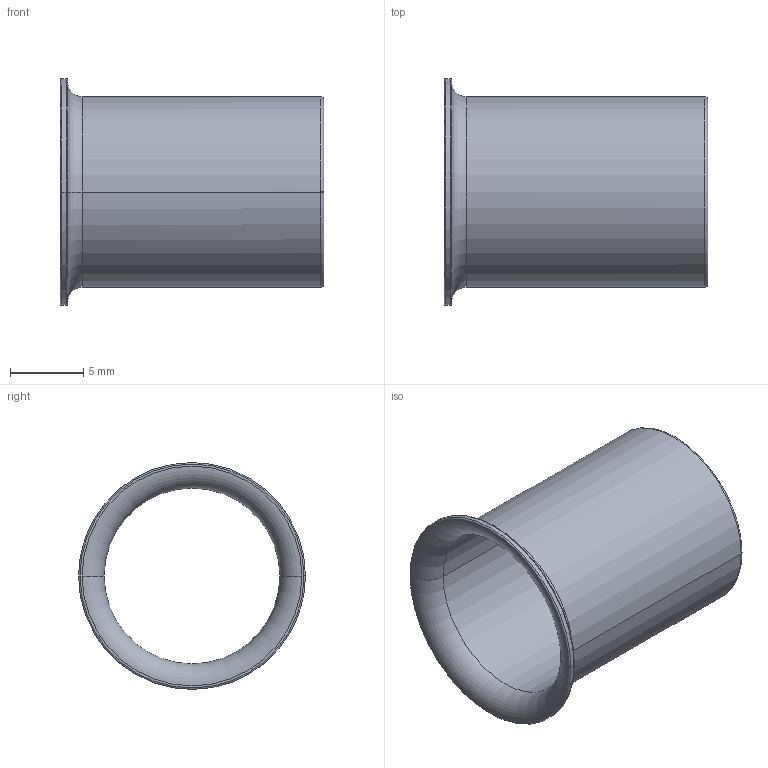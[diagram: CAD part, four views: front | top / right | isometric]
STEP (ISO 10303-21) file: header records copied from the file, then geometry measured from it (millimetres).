
FILE_DESCRIPTION(('STEP AP214'),'1');
FILE_NAME('0127_16_13.stp','2016-07-07T14:22:29',('TraceParts'),('TraceParts S.A.'),'Spatial InterOp 3D',' ',' ');
FILE_SCHEMA(('automotive_design'));
Length unit declared in the file: millimetre
Products named in the file (1): 0127-16-13
Bounding box: 18 x 15.5 x 15.5 mm (x, y, z)
Volume: 370.7 mm3; surface area: 1520.8 mm2
Topology: 1 solids, 1 shells, 25 faces, 56 edges, 34 vertices
Faces by surface type: torus 16, cylinder 6, plane 3
Entity records: 739 total; most frequent: DIRECTION 158, CARTESIAN_POINT 116, ORIENTED_EDGE 112, AXIS2_PLACEMENT_3D 76, EDGE_CURVE 56, CIRCLE 50, VERTEX_POINT 34, EDGE_LOOP 28
